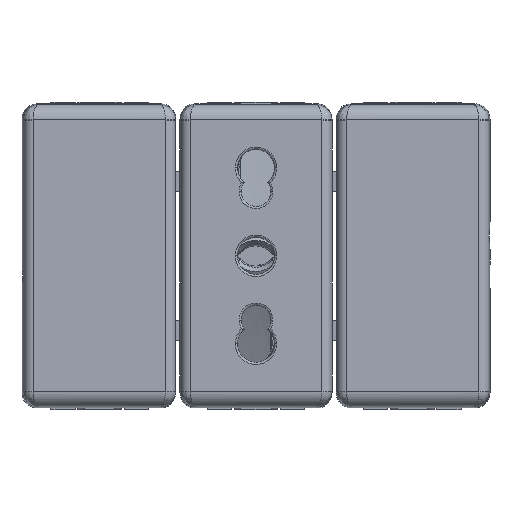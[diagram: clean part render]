
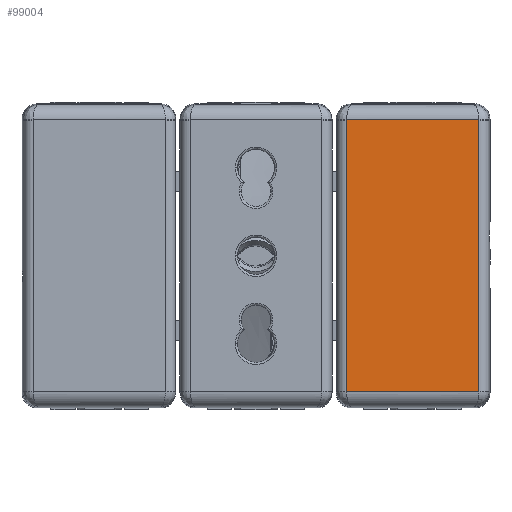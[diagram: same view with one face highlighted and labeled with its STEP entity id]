
A CAD part, top view. The second image highlights one B-rep face of the part: STEP entity #99004.
In plain terms, the highlighted planar face has unit normal (0, 0, 1).
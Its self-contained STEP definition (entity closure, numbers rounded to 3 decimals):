
#1462 = VERTEX_POINT ( 'NONE', #11377 ) ;
#3550 = LINE ( 'NONE', #92082, #35185 ) ;
#3729 = ORIENTED_EDGE ( 'NONE', *, *, #90300, .F. ) ;
#4392 = DIRECTION ( 'NONE',  ( 0.009, 1., 0. ) ) ;
#6098 = ORIENTED_EDGE ( 'NONE', *, *, #73494, .F. ) ;
#8356 = LINE ( 'NONE', #56226, #21768 ) ;
#9071 = DIRECTION ( 'NONE',  ( 1., 0., 0. ) ) ;
#9743 = ORIENTED_EDGE ( 'NONE', *, *, #67949, .F. ) ;
#11146 = ORIENTED_EDGE ( 'NONE', *, *, #36980, .F. ) ;
#11377 = CARTESIAN_POINT ( 'NONE',  ( 13.395, 20.075, 11.5 ) ) ;
#15340 = LINE ( 'NONE', #102835, #78273 ) ;
#15677 = EDGE_LOOP ( 'NONE', ( #6098, #98600, #17476, #9743, #84751, #11146, #3729, #56685 ) ) ;
#16853 = VECTOR ( 'NONE', #4392, 1000. ) ;
#17476 = ORIENTED_EDGE ( 'NONE', *, *, #52451, .F. ) ;
#18094 = DIRECTION ( 'NONE',  ( 0., 1., 0. ) ) ;
#19285 = VERTEX_POINT ( 'NONE', #39113 ) ;
#19907 = CARTESIAN_POINT ( 'NONE',  ( 0., 0., 11.5 ) ) ;
#21768 = VECTOR ( 'NONE', #88021, 1000. ) ;
#23026 = LINE ( 'NONE', #77730, #41463 ) ;
#24048 = EDGE_CURVE ( 'NONE', #19285, #99318, #8356, .T. ) ;
#26778 = AXIS2_PLACEMENT_3D ( 'NONE', #19907, #35534, #99123 ) ;
#33499 = CARTESIAN_POINT ( 'NONE',  ( 0., 20.088, 11.5 ) ) ;
#35185 = VECTOR ( 'NONE', #90521, 1000. ) ;
#35363 = CARTESIAN_POINT ( 'NONE',  ( 13.396, 20.088, 11.5 ) ) ;
#35534 = DIRECTION ( 'NONE',  ( 0., 0., -1. ) ) ;
#36980 = EDGE_CURVE ( 'NONE', #78606, #19285, #72599, .T. ) ;
#39113 = CARTESIAN_POINT ( 'NONE',  ( 32.943, 20.088, 11.5 ) ) ;
#40683 = CARTESIAN_POINT ( 'NONE',  ( 32.943, 20.075, 11.5 ) ) ;
#41463 = VECTOR ( 'NONE', #87626, 1000. ) ;
#42557 = CARTESIAN_POINT ( 'NONE',  ( 13.395, 0., 11.5 ) ) ;
#43597 = LINE ( 'NONE', #42557, #59522 ) ;
#45107 = CARTESIAN_POINT ( 'NONE',  ( 13.396, -20.088, 11.5 ) ) ;
#49278 = CARTESIAN_POINT ( 'NONE',  ( 32.943, -20.088, 11.5 ) ) ;
#49548 = CARTESIAN_POINT ( 'NONE',  ( 13.395, -20.075, 11.5 ) ) ;
#49796 = VERTEX_POINT ( 'NONE', #91088 ) ;
#50478 = VERTEX_POINT ( 'NONE', #45107 ) ;
#51667 = FACE_OUTER_BOUND ( 'NONE', #15677, .T. ) ;
#52451 = EDGE_CURVE ( 'NONE', #49796, #58060, #65300, .T. ) ;
#56226 = CARTESIAN_POINT ( 'NONE',  ( 32.943, 20.088, 11.5 ) ) ;
#56447 = CARTESIAN_POINT ( 'NONE',  ( 32.943, -20.075, 11.5 ) ) ;
#56685 = ORIENTED_EDGE ( 'NONE', *, *, #65801, .F. ) ;
#58060 = VERTEX_POINT ( 'NONE', #49278 ) ;
#59522 = VECTOR ( 'NONE', #18094, 1000. ) ;
#60007 = PLANE ( 'NONE',  #26778 ) ;
#62106 = VERTEX_POINT ( 'NONE', #49548 ) ;
#65300 = LINE ( 'NONE', #56447, #84013 ) ;
#65801 = EDGE_CURVE ( 'NONE', #62106, #1462, #43597, .T. ) ;
#67949 = EDGE_CURVE ( 'NONE', #99318, #49796, #23026, .T. ) ;
#69451 = CARTESIAN_POINT ( 'NONE',  ( 13.395, 20.075, 11.5 ) ) ;
#71593 = DIRECTION ( 'NONE',  ( -0.009, -1., 0. ) ) ;
#72599 = LINE ( 'NONE', #33499, #77684 ) ;
#73494 = EDGE_CURVE ( 'NONE', #50478, #62106, #15340, .T. ) ;
#77684 = VECTOR ( 'NONE', #9071, 1000. ) ;
#77730 = CARTESIAN_POINT ( 'NONE',  ( 32.943, 0., 11.5 ) ) ;
#78273 = VECTOR ( 'NONE', #79371, 1000. ) ;
#78606 = VERTEX_POINT ( 'NONE', #35363 ) ;
#79371 = DIRECTION ( 'NONE',  ( -0.009, 1., 0. ) ) ;
#84013 = VECTOR ( 'NONE', #71593, 1000. ) ;
#84751 = ORIENTED_EDGE ( 'NONE', *, *, #24048, .F. ) ;
#87626 = DIRECTION ( 'NONE',  ( 0., -1., 0. ) ) ;
#88021 = DIRECTION ( 'NONE',  ( 0.009, -1., 0. ) ) ;
#88321 = EDGE_CURVE ( 'NONE', #58060, #50478, #3550, .T. ) ;
#90300 = EDGE_CURVE ( 'NONE', #1462, #78606, #93438, .T. ) ;
#90521 = DIRECTION ( 'NONE',  ( -1., 0., 0. ) ) ;
#91088 = CARTESIAN_POINT ( 'NONE',  ( 32.943, -20.075, 11.5 ) ) ;
#92082 = CARTESIAN_POINT ( 'NONE',  ( 0., -20.088, 11.5 ) ) ;
#93438 = LINE ( 'NONE', #69451, #16853 ) ;
#98600 = ORIENTED_EDGE ( 'NONE', *, *, #88321, .F. ) ;
#99004 = ADVANCED_FACE ( 'NONE', ( #51667 ), #60007, .F. ) ;
#99123 = DIRECTION ( 'NONE',  ( -1., 0., 0. ) ) ;
#99318 = VERTEX_POINT ( 'NONE', #40683 ) ;
#102835 = CARTESIAN_POINT ( 'NONE',  ( 13.396, -20.088, 11.5 ) ) ;
